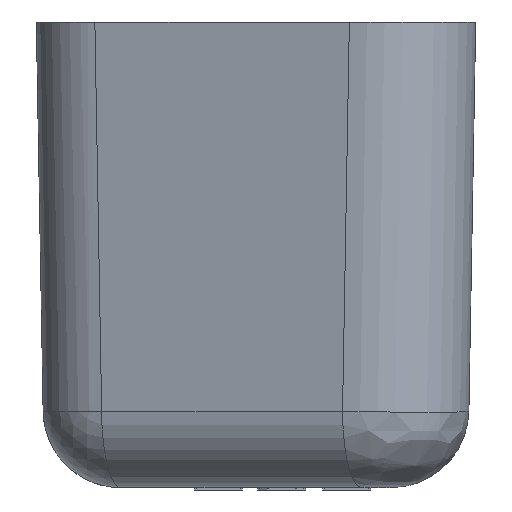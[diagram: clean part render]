
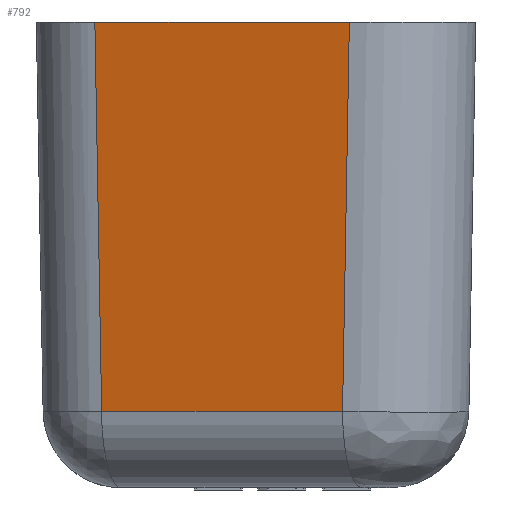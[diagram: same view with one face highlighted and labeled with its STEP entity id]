
A CAD part, left-side view. The second image highlights one B-rep face of the part: STEP entity #792.
In plain terms, the highlighted planar face has unit normal (-0.969, 0.245, -0.018).
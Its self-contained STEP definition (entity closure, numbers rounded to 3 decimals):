
#218=FACE_OUTER_BOUND('',#1951,.T.);
#792=ADVANCED_FACE('',(#218),#1371,.T.);
#1371=PLANE('',#11165);
#1951=EDGE_LOOP('',(#3052,#3053,#3054,#3055));
#3052=ORIENTED_EDGE('',*,*,#7170,.T.);
#3053=ORIENTED_EDGE('',*,*,#7171,.T.);
#3054=ORIENTED_EDGE('',*,*,#7172,.T.);
#3055=ORIENTED_EDGE('',*,*,#7173,.F.);
#6140=VERTEX_POINT('',#15517);
#6141=VERTEX_POINT('',#15518);
#6142=VERTEX_POINT('',#15520);
#6143=VERTEX_POINT('',#15522);
#7170=EDGE_CURVE('',#6140,#6141,#8699,.T.);
#7171=EDGE_CURVE('',#6141,#6142,#8700,.T.);
#7172=EDGE_CURVE('',#6142,#6143,#8701,.T.);
#7173=EDGE_CURVE('',#6140,#6143,#8702,.T.);
#8699=LINE('',#15516,#10103);
#8700=LINE('',#15519,#10104);
#8701=LINE('',#15521,#10105);
#8702=LINE('',#15523,#10106);
#10103=VECTOR('',#12321,1.);
#10104=VECTOR('',#12322,1.);
#10105=VECTOR('',#12323,1.);
#10106=VECTOR('',#12324,1.);
#11165=AXIS2_PLACEMENT_3D('',#15524,#12325,#12326);
#12321=DIRECTION('',(0.014,-0.017,-1.));
#12322=DIRECTION('',(-0.245,-0.969,0.));
#12323=DIRECTION('',(-0.022,-0.017,1.));
#12324=DIRECTION('',(-0.245,-0.969,0.));
#12325=DIRECTION('',(-0.969,0.245,-0.017));
#12326=DIRECTION('',(0.245,0.969,0.));
#15516=CARTESIAN_POINT('',(-17.663,6.409,-17.996));
#15517=CARTESIAN_POINT('',(-17.927,6.748,1.47));
#15518=CARTESIAN_POINT('',(-17.706,6.464,-14.837));
#15519=CARTESIAN_POINT('',(-19.359,-0.07,-14.837));
#15520=CARTESIAN_POINT('',(-20.259,-3.624,-14.837));
#15521=CARTESIAN_POINT('',(-20.623,-3.907,1.38));
#15522=CARTESIAN_POINT('',(-20.625,-3.909,1.47));
#15523=CARTESIAN_POINT('',(-19.635,0.,1.47));
#15524=CARTESIAN_POINT('',(-19.635,0.,1.47));
